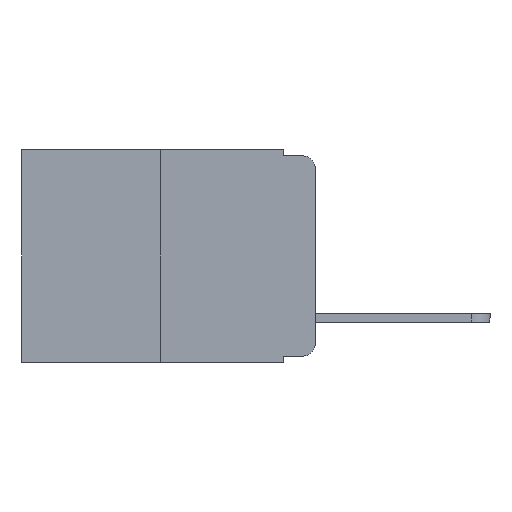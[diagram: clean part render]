
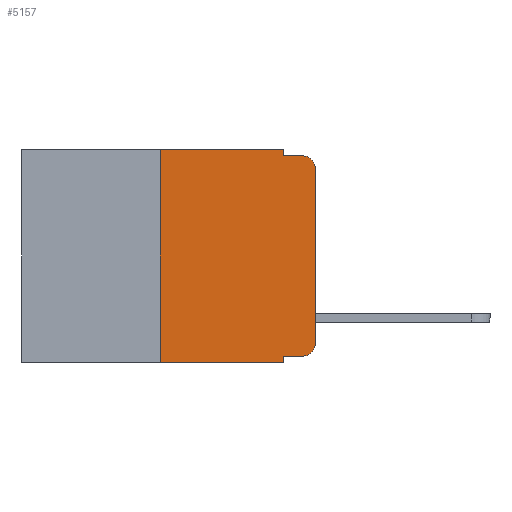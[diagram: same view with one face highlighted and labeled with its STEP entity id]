
A CAD part, left-side view. The second image highlights one B-rep face of the part: STEP entity #5157.
In plain terms, the highlighted planar face has unit normal (-1, 0, 0).
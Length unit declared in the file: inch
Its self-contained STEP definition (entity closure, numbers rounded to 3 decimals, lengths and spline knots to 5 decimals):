
#13 = EDGE_CURVE ( 'NONE', #9679, #1428, #5329, .T. ) ;
#115 = VERTEX_POINT ( 'NONE', #10952 ) ;
#211 = LINE ( 'NONE', #12262, #13109 ) ;
#638 = CARTESIAN_POINT ( 'NONE',  ( 0., 0.473, 0. ) ) ;
#843 = CARTESIAN_POINT ( 'NONE',  ( 0., 0.051, -0.333 ) ) ;
#1260 = DIRECTION ( 'NONE',  ( 0., 0., 1. ) ) ;
#1375 = ORIENTED_EDGE ( 'NONE', *, *, #12764, .F. ) ;
#1401 = DIRECTION ( 'NONE',  ( -1., 0., 0. ) ) ;
#1425 = VECTOR ( 'NONE', #8141, 39.37008 ) ;
#1428 = VERTEX_POINT ( 'NONE', #16486 ) ;
#1568 = VECTOR ( 'NONE', #15618, 39.37008 ) ;
#2231 = VECTOR ( 'NONE', #4405, 39.37008 ) ;
#2431 = VERTEX_POINT ( 'NONE', #12906 ) ;
#2551 = CARTESIAN_POINT ( 'NONE',  ( 0., 0., 0. ) ) ;
#2813 = ORIENTED_EDGE ( 'NONE', *, *, #13, .T. ) ;
#3094 = AXIS2_PLACEMENT_3D ( 'NONE', #11350, #3285, #12602 ) ;
#3285 = DIRECTION ( 'NONE',  ( -1., 0., 0. ) ) ;
#3687 = ORIENTED_EDGE ( 'NONE', *, *, #9387, .T. ) ;
#3720 = EDGE_LOOP ( 'NONE', ( #14413, #15211, #1375, #5661, #9284, #12640, #2813, #10096, #3687, #10854 ) ) ;
#3792 = VERTEX_POINT ( 'NONE', #17392 ) ;
#3941 = CARTESIAN_POINT ( 'NONE',  ( 0., 0.051, 0. ) ) ;
#4201 = CARTESIAN_POINT ( 'NONE',  ( 0., 0.25, 0. ) ) ;
#4405 = DIRECTION ( 'NONE',  ( 0., -1., 0. ) ) ;
#5088 = VERTEX_POINT ( 'NONE', #9462 ) ;
#5157 = ADVANCED_FACE ( 'NONE', ( #11904 ), #8310, .F. ) ;
#5251 = CARTESIAN_POINT ( 'NONE',  ( 0., 0.051, 0. ) ) ;
#5264 = LINE ( 'NONE', #2551, #1425 ) ;
#5329 = LINE ( 'NONE', #13295, #8569 ) ;
#5382 = VECTOR ( 'NONE', #8028, 39.37008 ) ;
#5597 = DIRECTION ( 'NONE',  ( 1., 0., 0. ) ) ;
#5661 = ORIENTED_EDGE ( 'NONE', *, *, #11927, .F. ) ;
#6659 = LINE ( 'NONE', #638, #13953 ) ;
#8028 = DIRECTION ( 'NONE',  ( 0., 0., -1. ) ) ;
#8121 = VERTEX_POINT ( 'NONE', #3941 ) ;
#8141 = DIRECTION ( 'NONE',  ( 0., 0., 1. ) ) ;
#8310 = PLANE ( 'NONE',  #16985 ) ;
#8509 = EDGE_CURVE ( 'NONE', #2431, #13152, #17113, .T. ) ;
#8532 = CARTESIAN_POINT ( 'NONE',  ( 0., 0.051, -0.01 ) ) ;
#8569 = VECTOR ( 'NONE', #15534, 39.37008 ) ;
#9026 = LINE ( 'NONE', #843, #1568 ) ;
#9157 = DIRECTION ( 'NONE',  ( 0., -1., 0. ) ) ;
#9284 = ORIENTED_EDGE ( 'NONE', *, *, #9289, .F. ) ;
#9289 = EDGE_CURVE ( 'NONE', #16526, #8121, #6659, .T. ) ;
#9387 = EDGE_CURVE ( 'NONE', #3792, #2431, #9026, .T. ) ;
#9462 = CARTESIAN_POINT ( 'NONE',  ( 0., 0.02, -0.01 ) ) ;
#9679 = VERTEX_POINT ( 'NONE', #10970 ) ;
#9758 = CARTESIAN_POINT ( 'NONE',  ( 0., 0.02, -0.03 ) ) ;
#10096 = ORIENTED_EDGE ( 'NONE', *, *, #10242, .F. ) ;
#10132 = AXIS2_PLACEMENT_3D ( 'NONE', #9758, #1401, #11018 ) ;
#10242 = EDGE_CURVE ( 'NONE', #3792, #1428, #12383, .T. ) ;
#10394 = LINE ( 'NONE', #4201, #13734 ) ;
#10423 = CARTESIAN_POINT ( 'NONE',  ( 0., 0., -0.313 ) ) ;
#10854 = ORIENTED_EDGE ( 'NONE', *, *, #8509, .T. ) ;
#10952 = CARTESIAN_POINT ( 'NONE',  ( 0., 0.051, -0.01 ) ) ;
#10970 = CARTESIAN_POINT ( 'NONE',  ( 0., 0.25, -0.343 ) ) ;
#11018 = DIRECTION ( 'NONE',  ( 0., 0., -1. ) ) ;
#11075 = EDGE_CURVE ( 'NONE', #9679, #16526, #10394, .T. ) ;
#11350 = CARTESIAN_POINT ( 'NONE',  ( 0., 0.02, -0.313 ) ) ;
#11904 = FACE_OUTER_BOUND ( 'NONE', #3720, .T. ) ;
#11927 = EDGE_CURVE ( 'NONE', #8121, #115, #211, .T. ) ;
#12262 = CARTESIAN_POINT ( 'NONE',  ( 0., 0.051, 0. ) ) ;
#12383 = LINE ( 'NONE', #5251, #5382 ) ;
#12522 = CARTESIAN_POINT ( 'NONE',  ( 0., 0., -0.03 ) ) ;
#12602 = DIRECTION ( 'NONE',  ( 0., 0., -1. ) ) ;
#12640 = ORIENTED_EDGE ( 'NONE', *, *, #11075, .F. ) ;
#12764 = EDGE_CURVE ( 'NONE', #115, #5088, #13685, .T. ) ;
#12894 = VERTEX_POINT ( 'NONE', #12522 ) ;
#12906 = CARTESIAN_POINT ( 'NONE',  ( 0., 0.02, -0.333 ) ) ;
#13109 = VECTOR ( 'NONE', #17383, 39.37008 ) ;
#13152 = VERTEX_POINT ( 'NONE', #10423 ) ;
#13295 = CARTESIAN_POINT ( 'NONE',  ( 0., 0.473, -0.343 ) ) ;
#13401 = CARTESIAN_POINT ( 'NONE',  ( 0., 0.473, 0. ) ) ;
#13597 = EDGE_CURVE ( 'NONE', #12894, #5088, #13865, .T. ) ;
#13685 = LINE ( 'NONE', #8532, #2231 ) ;
#13734 = VECTOR ( 'NONE', #1260, 39.37008 ) ;
#13865 = CIRCLE ( 'NONE', #10132, 0.02 ) ;
#13953 = VECTOR ( 'NONE', #9157, 39.37008 ) ;
#14413 = ORIENTED_EDGE ( 'NONE', *, *, #14451, .T. ) ;
#14451 = EDGE_CURVE ( 'NONE', #13152, #12894, #5264, .T. ) ;
#14681 = DIRECTION ( 'NONE',  ( 0., 0., -1. ) ) ;
#14975 = CARTESIAN_POINT ( 'NONE',  ( 0., 0.25, 0. ) ) ;
#15211 = ORIENTED_EDGE ( 'NONE', *, *, #13597, .T. ) ;
#15534 = DIRECTION ( 'NONE',  ( 0., -1., 0. ) ) ;
#15618 = DIRECTION ( 'NONE',  ( 0., -1., 0. ) ) ;
#16486 = CARTESIAN_POINT ( 'NONE',  ( 0., 0.051, -0.343 ) ) ;
#16526 = VERTEX_POINT ( 'NONE', #14975 ) ;
#16985 = AXIS2_PLACEMENT_3D ( 'NONE', #13401, #5597, #14681 ) ;
#17113 = CIRCLE ( 'NONE', #3094, 0.02 ) ;
#17383 = DIRECTION ( 'NONE',  ( 0., 0., -1. ) ) ;
#17392 = CARTESIAN_POINT ( 'NONE',  ( 0., 0.051, -0.333 ) ) ;
